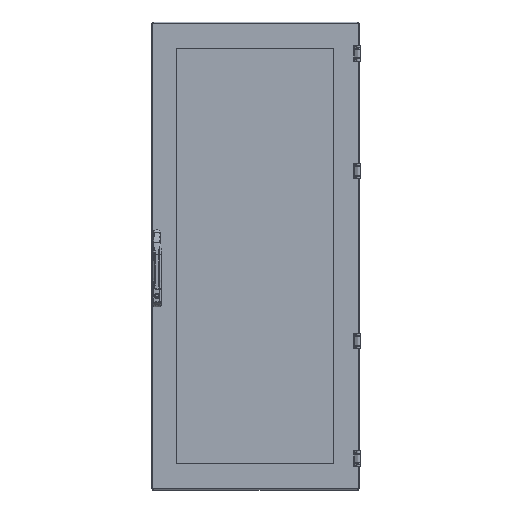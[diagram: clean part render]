
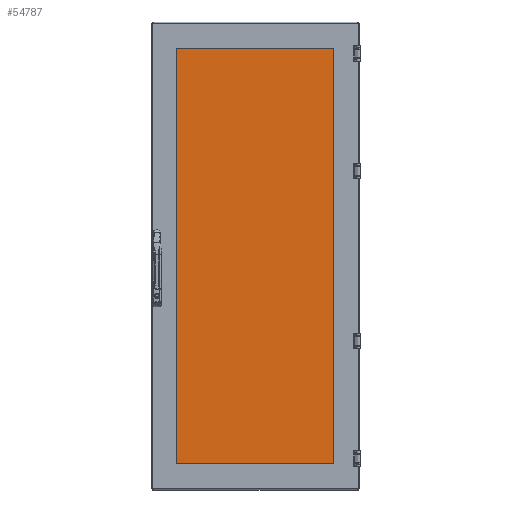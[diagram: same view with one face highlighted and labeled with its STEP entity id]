
A CAD part, top view. The second image highlights one B-rep face of the part: STEP entity #54787.
In plain terms, the highlighted planar face has unit normal (0, 0, 1).
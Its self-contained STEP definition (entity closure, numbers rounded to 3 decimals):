
#1317 = EDGE_CURVE ( 'NONE', #78223, #92320, #32245, .T. ) ;
#3795 = AXIS2_PLACEMENT_3D ( 'NONE', #25139, #11055, #33577 ) ;
#8926 = DIRECTION ( 'NONE',  ( 0., 1., 0. ) ) ;
#9741 = CARTESIAN_POINT ( 'NONE',  ( -323.25, 811.05, 4. ) ) ;
#11055 = DIRECTION ( 'NONE',  ( 0., 0., -1. ) ) ;
#12742 = VECTOR ( 'NONE', #63788, 1000. ) ;
#14480 = LINE ( 'NONE', #84458, #12742 ) ;
#14645 = VERTEX_POINT ( 'NONE', #41361 ) ;
#17161 = CARTESIAN_POINT ( 'NONE',  ( -323.25, -811.05, 4. ) ) ;
#18561 = FACE_OUTER_BOUND ( 'NONE', #63626, .T. ) ;
#19635 = CARTESIAN_POINT ( 'NONE',  ( -323.25, 811.05, 4. ) ) ;
#21112 = ORIENTED_EDGE ( 'NONE', *, *, #35351, .T. ) ;
#23585 = VECTOR ( 'NONE', #8926, 1000. ) ;
#23826 = DIRECTION ( 'NONE',  ( -1., 0., 0. ) ) ;
#25139 = CARTESIAN_POINT ( 'NONE',  ( 0., 0., 4. ) ) ;
#31420 = LINE ( 'NONE', #39381, #23585 ) ;
#32245 = LINE ( 'NONE', #9741, #65182 ) ;
#33577 = DIRECTION ( 'NONE',  ( -1., 0., 0. ) ) ;
#35351 = EDGE_CURVE ( 'NONE', #92159, #14645, #53305, .T. ) ;
#39381 = CARTESIAN_POINT ( 'NONE',  ( 323.25, -811.05, 4. ) ) ;
#41361 = CARTESIAN_POINT ( 'NONE',  ( 323.25, -811.05, 4. ) ) ;
#42167 = ORIENTED_EDGE ( 'NONE', *, *, #64959, .T. ) ;
#49257 = ORIENTED_EDGE ( 'NONE', *, *, #70006, .T. ) ;
#52647 = VECTOR ( 'NONE', #88525, 1000. ) ;
#53305 = LINE ( 'NONE', #17161, #52647 ) ;
#54787 = ADVANCED_FACE ( 'NONE', ( #18561 ), #89480, .F. ) ;
#63626 = EDGE_LOOP ( 'NONE', ( #49257, #71215, #42167, #21112 ) ) ;
#63788 = DIRECTION ( 'NONE',  ( 0., -1., 0. ) ) ;
#64959 = EDGE_CURVE ( 'NONE', #92320, #92159, #14480, .T. ) ;
#65182 = VECTOR ( 'NONE', #23826, 1000. ) ;
#65341 = CARTESIAN_POINT ( 'NONE',  ( -323.25, -811.05, 4. ) ) ;
#70006 = EDGE_CURVE ( 'NONE', #14645, #78223, #31420, .T. ) ;
#71215 = ORIENTED_EDGE ( 'NONE', *, *, #1317, .T. ) ;
#78223 = VERTEX_POINT ( 'NONE', #88282 ) ;
#84458 = CARTESIAN_POINT ( 'NONE',  ( -323.25, -811.05, 4. ) ) ;
#88282 = CARTESIAN_POINT ( 'NONE',  ( 323.25, 811.05, 4. ) ) ;
#88525 = DIRECTION ( 'NONE',  ( 1., 0., 0. ) ) ;
#89480 = PLANE ( 'NONE',  #3795 ) ;
#92159 = VERTEX_POINT ( 'NONE', #65341 ) ;
#92320 = VERTEX_POINT ( 'NONE', #19635 ) ;
